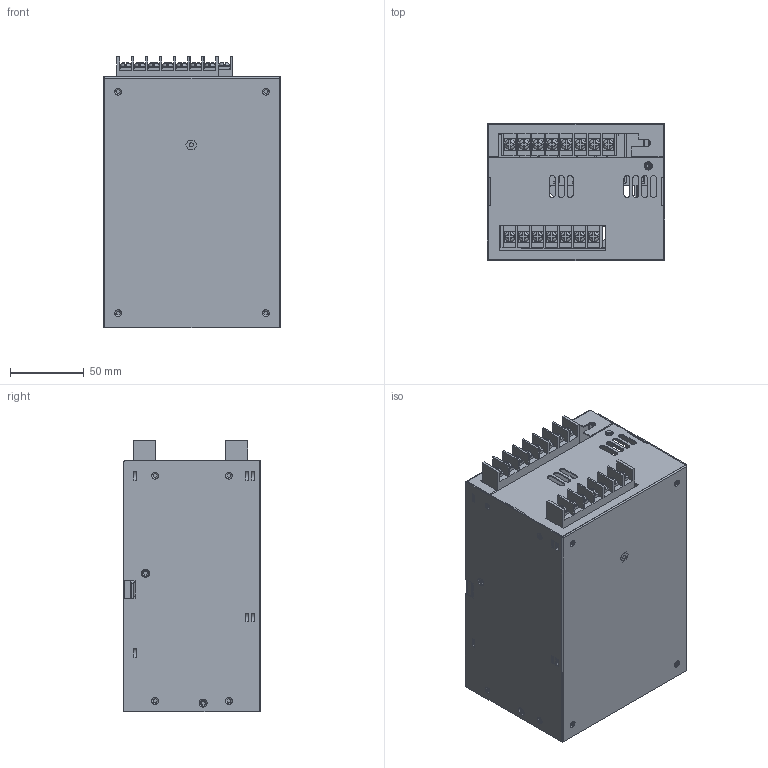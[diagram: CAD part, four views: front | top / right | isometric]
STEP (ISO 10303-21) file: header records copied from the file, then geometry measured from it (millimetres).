
FILE_DESCRIPTION(('Creo Elements/Direct Modeling STEP Export'),'2;1');
FILE_NAME('PSPA-1000.stp','2018-05-03T13:26:29',(''),(''),'PTC Creo Elements/Direct Modeling STEP processor for AP214 (Solid Model)','PTC Creo Elements/Direct Modeling 19.0 09-May-2014 (C) Parametric Technology GmbH','');
FILE_SCHEMA(('AUTOMOTIVE_DESIGN { 1 0 10303 214 1 1 1 1 }'));
Length unit declared in the file: millimetre
Products named in the file (14): PSPA-10000-CASE-D_29.PRT; CUBONE_2.PRT; CASE-D_ASM_2.ASM; 1DL5-PQ3230-12P-VT_1.PRT; 1HH267X15X5_2.PRT; PSPA-1000-PCBB_18.PRT; FAN80-1_2.PRT; PSPA-1000-PCBC_10.PRT; PSPA-1000-CU1_38.PRT; PSPA-1000-CU2_9.PRT; DT-4C-B14W-P7_4.PRT; DT-4C-B14W-P8_5.PRT; PSPA-1000_ASM_38.ASM; PSPA-1000.stp
Assembly tree (19 placements, depth 4):
  PSPA-1000.stp
    PSPA-1000_ASM_38.ASM
      1DL5-PQ3230-12P-VT_1.PRT  x2
      DT-4C-B14W-P8_5.PRT
      DT-4C-B14W-P7_4.PRT
      PSPA-1000-CU2_9.PRT
      PSPA-1000-CU1_38.PRT  x6
      PSPA-1000-PCBC_10.PRT
      FAN80-1_2.PRT
      PSPA-1000-PCBB_18.PRT
      1HH267X15X5_2.PRT
      CASE-D_ASM_2.ASM
        CUBONE_2.PRT
        PSPA-10000-CASE-D_29.PRT
Bounding box: 120 x 93 x 184.15 mm (x, y, z)
Volume: 202978.4 mm3; surface area: 296363.3 mm2
Topology: 17 solids, 19 shells, 2081 faces, 5798 edges, 3775 vertices
Faces by surface type: plane 1292, cylinder 590, torus 180, cone 14, bspline 5
Entity records: 56924 total; most frequent: CARTESIAN_POINT 10165, ORIENTED_EDGE 8546, DIRECTION 7903, EDGE_CURVE 4273, VERTEX_POINT 2770, VECTOR 2679, LINE 2679, AXIS2_PLACEMENT_3D 2612
